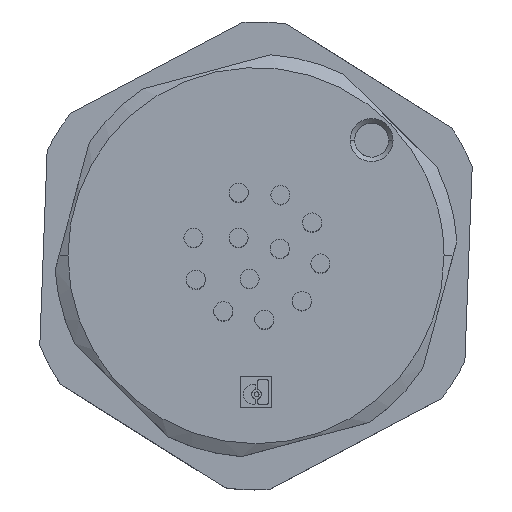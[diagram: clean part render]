
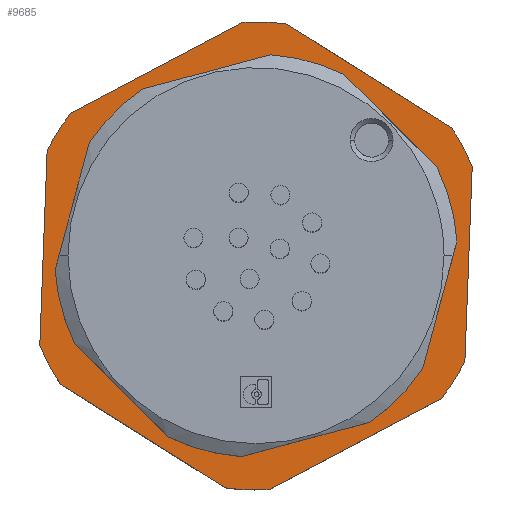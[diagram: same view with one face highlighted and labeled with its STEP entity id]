
A CAD part, top view. The second image highlights one B-rep face of the part: STEP entity #9685.
In plain terms, the highlighted planar face has unit normal (0, 0, 1).
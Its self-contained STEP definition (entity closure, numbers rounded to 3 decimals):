
#9474=CARTESIAN_POINT('',(0.,0.,15.));
#9475=DIRECTION('',(0.,0.,1.));
#9476=DIRECTION('',(-0.999,0.038,0.));
#9477=AXIS2_PLACEMENT_3D('',#9474,#9475,#9476);
#9478=PLANE('',#9477);
#9479=CARTESIAN_POINT('',(-9.329,4.709,15.));
#9480=VERTEX_POINT('',#9479);
#9481=CARTESIAN_POINT('',(-9.657,-3.992,15.));
#9482=VERTEX_POINT('',#9481);
#9483=CARTESIAN_POINT('',(456.305,12338.746,15.));
#9484=DIRECTION('',(-0.038,-0.999,0.));
#9485=VECTOR('',#9484,24690.);
#9486=LINE('',#9483,#9485);
#9487=EDGE_CURVE('',#9480,#9482,#9486,.T.);
#9488=ORIENTED_EDGE('',*,*,#9487,.T.);
#9489=CARTESIAN_POINT('',(-8.742,-5.725,15.));
#9490=VERTEX_POINT('',#9489);
#9491=CARTESIAN_POINT('',(0.,0.,15.));
#9492=DIRECTION('',(-0.,-0.,-1.));
#9493=DIRECTION('',(-0.999,0.038,0.));
#9494=AXIS2_PLACEMENT_3D('',#9491,#9492,#9493);
#9495=CIRCLE('',#9494,10.45);
#9496=EDGE_CURVE('',#9490,#9482,#9495,.T.);
#9497=ORIENTED_EDGE('',*,*,#9496,.F.);
#9498=CARTESIAN_POINT('',(-1.372,-10.36,15.));
#9499=VERTEX_POINT('',#9498);
#9500=CARTESIAN_POINT('',(-10457.515,6564.544,15.));
#9501=DIRECTION('',(0.847,-0.532,-0.));
#9502=VECTOR('',#9501,24690.);
#9503=LINE('',#9500,#9502);
#9504=EDGE_CURVE('',#9490,#9499,#9503,.T.);
#9505=ORIENTED_EDGE('',*,*,#9504,.T.);
#9506=CARTESIAN_POINT('',(0.587,-10.434,15.));
#9507=VERTEX_POINT('',#9506);
#9508=CARTESIAN_POINT('',(0.,0.,15.));
#9509=DIRECTION('',(-0.,-0.,-1.));
#9510=DIRECTION('',(-0.999,0.038,0.));
#9511=AXIS2_PLACEMENT_3D('',#9508,#9509,#9510);
#9512=CIRCLE('',#9511,10.45);
#9513=EDGE_CURVE('',#9507,#9499,#9512,.T.);
#9514=ORIENTED_EDGE('',*,*,#9513,.F.);
#9515=CARTESIAN_POINT('',(8.286,-6.368,15.));
#9516=VERTEX_POINT('',#9515);
#9517=CARTESIAN_POINT('',(-10913.82,-5774.201,15.));
#9518=DIRECTION('',(0.884,0.467,-0.));
#9519=VECTOR('',#9518,24690.);
#9520=LINE('',#9517,#9519);
#9521=EDGE_CURVE('',#9507,#9516,#9520,.T.);
#9522=ORIENTED_EDGE('',*,*,#9521,.T.);
#9523=CARTESIAN_POINT('',(9.329,-4.709,15.));
#9524=VERTEX_POINT('',#9523);
#9525=CARTESIAN_POINT('',(0.,0.,15.));
#9526=DIRECTION('',(-0.,-0.,-1.));
#9527=DIRECTION('',(-0.999,0.038,0.));
#9528=AXIS2_PLACEMENT_3D('',#9525,#9526,#9527);
#9529=CIRCLE('',#9528,10.45);
#9530=EDGE_CURVE('',#9524,#9516,#9529,.T.);
#9531=ORIENTED_EDGE('',*,*,#9530,.F.);
#9532=CARTESIAN_POINT('',(9.657,3.992,15.));
#9533=VERTEX_POINT('',#9532);
#9534=CARTESIAN_POINT('',(-456.305,-12338.746,15.));
#9535=DIRECTION('',(0.038,0.999,-0.));
#9536=VECTOR('',#9535,24690.);
#9537=LINE('',#9534,#9536);
#9538=EDGE_CURVE('',#9524,#9533,#9537,.T.);
#9539=ORIENTED_EDGE('',*,*,#9538,.T.);
#9540=CARTESIAN_POINT('',(8.742,5.725,15.));
#9541=VERTEX_POINT('',#9540);
#9542=CARTESIAN_POINT('',(0.,0.,15.));
#9543=DIRECTION('',(0.,0.,1.));
#9544=DIRECTION('',(-0.999,0.038,0.));
#9545=AXIS2_PLACEMENT_3D('',#9542,#9543,#9544);
#9546=CIRCLE('',#9545,10.45);
#9547=EDGE_CURVE('',#9533,#9541,#9546,.T.);
#9548=ORIENTED_EDGE('',*,*,#9547,.T.);
#9549=CARTESIAN_POINT('',(1.372,10.36,15.));
#9550=VERTEX_POINT('',#9549);
#9551=CARTESIAN_POINT('',(10457.515,-6564.544,15.));
#9552=DIRECTION('',(-0.847,0.532,-0.));
#9553=VECTOR('',#9552,24690.);
#9554=LINE('',#9551,#9553);
#9555=EDGE_CURVE('',#9541,#9550,#9554,.T.);
#9556=ORIENTED_EDGE('',*,*,#9555,.T.);
#9557=CARTESIAN_POINT('',(-0.587,10.434,15.));
#9558=VERTEX_POINT('',#9557);
#9559=CARTESIAN_POINT('',(0.,0.,15.));
#9560=DIRECTION('',(0.,0.,1.));
#9561=DIRECTION('',(-0.999,0.038,0.));
#9562=AXIS2_PLACEMENT_3D('',#9559,#9560,#9561);
#9563=CIRCLE('',#9562,10.45);
#9564=EDGE_CURVE('',#9550,#9558,#9563,.T.);
#9565=ORIENTED_EDGE('',*,*,#9564,.T.);
#9566=CARTESIAN_POINT('',(-8.286,6.368,15.));
#9567=VERTEX_POINT('',#9566);
#9568=CARTESIAN_POINT('',(10913.82,5774.201,15.));
#9569=DIRECTION('',(-0.884,-0.467,0.));
#9570=VECTOR('',#9569,24690.);
#9571=LINE('',#9568,#9570);
#9572=EDGE_CURVE('',#9558,#9567,#9571,.T.);
#9573=ORIENTED_EDGE('',*,*,#9572,.T.);
#9574=CARTESIAN_POINT('',(0.,0.,15.));
#9575=DIRECTION('',(0.,0.,1.));
#9576=DIRECTION('',(-0.999,0.038,0.));
#9577=AXIS2_PLACEMENT_3D('',#9574,#9575,#9576);
#9578=CIRCLE('',#9577,10.45);
#9579=EDGE_CURVE('',#9567,#9480,#9578,.T.);
#9580=ORIENTED_EDGE('',*,*,#9579,.T.);
#9581=EDGE_LOOP('',(#9488,#9497,#9505,#9514,#9522,#9531,#9539,#9548,#9556,#9565,#9573,#9580));
#9582=FACE_BOUND('',#9581,.T.);
#9583=CARTESIAN_POINT('',(1.336,6.8,15.));
#9584=VERTEX_POINT('',#9583);
#9585=CARTESIAN_POINT('',(3.173,6.161,15.));
#9586=VERTEX_POINT('',#9585);
#9587=CARTESIAN_POINT('',(0.,0.,15.));
#9588=DIRECTION('',(-0.,0.,-1.));
#9589=DIRECTION('',(0.,1.,0.));
#9590=AXIS2_PLACEMENT_3D('',#9587,#9588,#9589);
#9591=CIRCLE('',#9590,6.93);
#9592=EDGE_CURVE('',#9584,#9586,#9591,.T.);
#9593=ORIENTED_EDGE('',*,*,#9592,.T.);
#9594=CARTESIAN_POINT('',(7.377,1.957,15.));
#9595=VERTEX_POINT('',#9594);
#9596=CARTESIAN_POINT('',(8737.436,-8728.102,15.));
#9597=DIRECTION('',(-0.707,0.707,-0.));
#9598=VECTOR('',#9597,24690.);
#9599=LINE('',#9596,#9598);
#9600=EDGE_CURVE('',#9595,#9586,#9599,.T.);
#9601=ORIENTED_EDGE('',*,*,#9600,.F.);
#9602=CARTESIAN_POINT('',(6.472,-4.702,15.));
#9603=VERTEX_POINT('',#9602);
#9604=CARTESIAN_POINT('',(6.452,-4.732,15.));
#9605=CARTESIAN_POINT('',(6.758,-4.262,15.));
#9606=CARTESIAN_POINT('',(7.164,-3.552,15.));
#9607=CARTESIAN_POINT('',(7.66,-1.826,15.));
#9608=CARTESIAN_POINT('',(7.765,-1.043,15.));
#9609=CARTESIAN_POINT('',(7.731,0.721,15.));
#9610=CARTESIAN_POINT('',(7.53,1.484,15.));
#9611=CARTESIAN_POINT('',(7.362,2.002,15.));
#9612=B_SPLINE_CURVE_WITH_KNOTS('',3,(#9604,#9605,#9606,#9607,#9608,#9609,#9610,#9611),.UNSPECIFIED.,.F.,.F.,(4,2,2,4),(-4.608,-2.926,-1.631,-0.),.UNSPECIFIED.);
#9613=EDGE_CURVE('',#9603,#9595,#9612,.T.);
#9614=ORIENTED_EDGE('',*,*,#9613,.F.);
#9615=CARTESIAN_POINT('',(3.869,-6.8,15.));
#9616=VERTEX_POINT('',#9615);
#9617=CARTESIAN_POINT('',(3.81,-6.829,15.));
#9618=CARTESIAN_POINT('',(4.326,-6.576,15.));
#9619=CARTESIAN_POINT('',(4.814,-6.267,15.));
#9620=CARTESIAN_POINT('',(5.719,-5.541,15.));
#9621=CARTESIAN_POINT('',(6.132,-5.126,15.));
#9622=CARTESIAN_POINT('',(6.496,-4.671,15.));
#9623=B_SPLINE_CURVE_WITH_KNOTS('',3,(#9617,#9618,#9619,#9620,#9621,#9622),.UNSPECIFIED.,.F.,.F.,(4,2,4),(-3.456,-1.734,-0.),.UNSPECIFIED.);
#9624=EDGE_CURVE('',#9616,#9603,#9623,.T.);
#9625=ORIENTED_EDGE('',*,*,#9624,.F.);
#9626=CARTESIAN_POINT('',(-1.336,-6.8,15.));
#9627=VERTEX_POINT('',#9626);
#9628=CARTESIAN_POINT('',(-12347.107,-6.8,15.));
#9629=DIRECTION('',(1.,0.,-0.));
#9630=VECTOR('',#9629,24690.);
#9631=LINE('',#9628,#9630);
#9632=EDGE_CURVE('',#9627,#9616,#9631,.T.);
#9633=ORIENTED_EDGE('',*,*,#9632,.F.);
#9634=CARTESIAN_POINT('',(-3.864,-5.753,15.));
#9635=VERTEX_POINT('',#9634);
#9636=CARTESIAN_POINT('',(0.,0.,15.));
#9637=DIRECTION('',(-0.,0.,-1.));
#9638=DIRECTION('',(0.,1.,0.));
#9639=AXIS2_PLACEMENT_3D('',#9636,#9637,#9638);
#9640=CIRCLE('',#9639,6.93);
#9641=EDGE_CURVE('',#9627,#9635,#9640,.T.);
#9642=ORIENTED_EDGE('',*,*,#9641,.T.);
#9643=CARTESIAN_POINT('',(-6.382,-3.235,15.));
#9644=VERTEX_POINT('',#9643);
#9645=CARTESIAN_POINT('',(-8737.577,8727.96,15.));
#9646=DIRECTION('',(0.707,-0.707,-0.));
#9647=VECTOR('',#9646,24690.);
#9648=LINE('',#9645,#9647);
#9649=EDGE_CURVE('',#9644,#9635,#9648,.T.);
#9650=ORIENTED_EDGE('',*,*,#9649,.F.);
#9651=CARTESIAN_POINT('',(-6.969,-0.663,15.));
#9652=VERTEX_POINT('',#9651);
#9653=CARTESIAN_POINT('',(-6.97,-0.61,15.));
#9654=CARTESIAN_POINT('',(-6.96,-0.902,15.));
#9655=CARTESIAN_POINT('',(-6.936,-1.294,15.));
#9656=CARTESIAN_POINT('',(-6.731,-2.312,15.));
#9657=CARTESIAN_POINT('',(-6.571,-2.812,15.));
#9658=CARTESIAN_POINT('',(-6.358,-3.289,15.));
#9659=B_SPLINE_CURVE_WITH_KNOTS('',3,(#9653,#9654,#9655,#9656,#9657,#9658),.UNSPECIFIED.,.F.,.F.,(4,2,4),(-1.772,-0.895,-0.),.UNSPECIFIED.);
#9660=EDGE_CURVE('',#9652,#9644,#9659,.T.);
#9661=ORIENTED_EDGE('',*,*,#9660,.F.);
#9662=CARTESIAN_POINT('',(-1.661,6.8,15.));
#9663=VERTEX_POINT('',#9662);
#9664=CARTESIAN_POINT('',(-1.551,6.827,15.));
#9665=CARTESIAN_POINT('',(-1.951,6.729,15.));
#9666=CARTESIAN_POINT('',(-2.999,6.476,15.));
#9667=CARTESIAN_POINT('',(-5.063,4.971,15.));
#9668=CARTESIAN_POINT('',(-5.629,4.206,15.));
#9669=CARTESIAN_POINT('',(-6.362,3.018,15.));
#9670=CARTESIAN_POINT('',(-6.651,2.312,15.));
#9671=CARTESIAN_POINT('',(-6.991,0.83,15.));
#9672=CARTESIAN_POINT('',(-7.041,0.061,15.));
#9673=CARTESIAN_POINT('',(-6.965,-0.697,15.));
#9674=B_SPLINE_CURVE_WITH_KNOTS('',3,(#9664,#9665,#9666,#9667,#9668,#9669,#9670,#9671,#9672,#9673),.UNSPECIFIED.,.F.,.F.,(4,2,2,2,4),(-4.719,-3.482,-2.461,-1.226,-0.),.UNSPECIFIED.);
#9675=EDGE_CURVE('',#9663,#9652,#9674,.T.);
#9676=ORIENTED_EDGE('',*,*,#9675,.F.);
#9677=CARTESIAN_POINT('',(12347.107,6.8,15.));
#9678=DIRECTION('',(-1.,-0.,0.));
#9679=VECTOR('',#9678,24690.);
#9680=LINE('',#9677,#9679);
#9681=EDGE_CURVE('',#9584,#9663,#9680,.T.);
#9682=ORIENTED_EDGE('',*,*,#9681,.F.);
#9683=EDGE_LOOP('',(#9593,#9601,#9614,#9625,#9633,#9642,#9650,#9661,#9676,#9682));
#9684=FACE_BOUND('',#9683,.T.);
#9685=ADVANCED_FACE('',(#9582,#9684),#9478,.T.);
